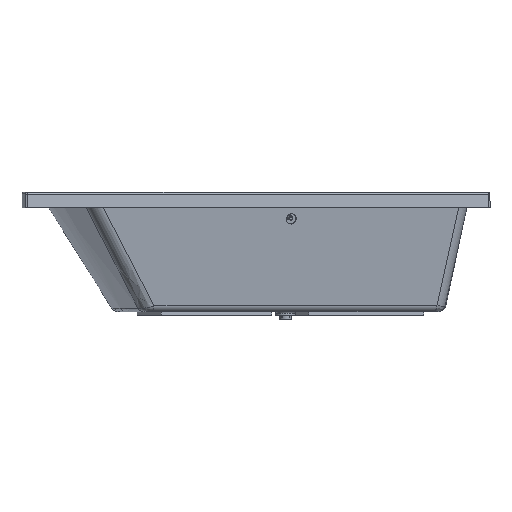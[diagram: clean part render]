
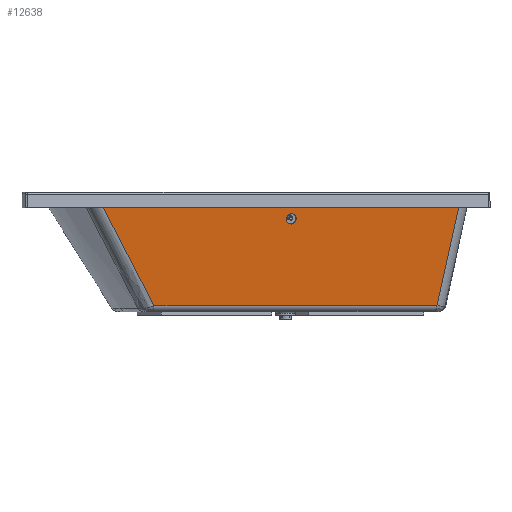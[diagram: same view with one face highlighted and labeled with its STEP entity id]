
A CAD part, front view. The second image highlights one B-rep face of the part: STEP entity #12638.
In plain terms, the highlighted planar face has unit normal (0.364, -0.911, -0.192).
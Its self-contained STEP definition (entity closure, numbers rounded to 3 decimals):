
#123=CARTESIAN_POINT('',(-612.473,-809.634,-102.504));
#124=VERTEX_POINT('',#123);
#125=CARTESIAN_POINT('',(-631.219,-817.133,-102.504));
#126=DIRECTION('',(-0.364,0.911,0.192));
#127=DIRECTION('',(-0.928,-0.371,0.));
#128=AXIS2_PLACEMENT_3D('',#125,#126,#127);
#129=CIRCLE('',#128,20.19);
#130=EDGE_CURVE('',#124,#124,#129,.T.);
#2103=CARTESIAN_POINT('',(-1387.672,-1141.314,0.0));
#2104=VERTEX_POINT('',#2103);
#2112=CARTESIAN_POINT('',(27.609,-575.201,0.0));
#2113=VERTEX_POINT('',#2112);
#2114=CARTESIAN_POINT('',(27.609,-575.201,0.0));
#2115=DIRECTION('',(-0.928,-0.371,0.0));
#2116=VECTOR('',#2115,1524.304);
#2117=LINE('',#2114,#2116);
#2118=EDGE_CURVE('',#2113,#2104,#2117,.T.);
#6584=CARTESIAN_POINT('',(-69.668,-521.946,-437.376));
#6585=VERTEX_POINT('',#6584);
#10790=CARTESIAN_POINT('',(-1161.565,-958.705,-437.376));
#10791=VERTEX_POINT('',#10790);
#10860=CARTESIAN_POINT('',(-69.668,-521.946,-437.376));
#10861=DIRECTION('',(-0.928,-0.371,0.0));
#10862=VECTOR('',#10861,1176.009);
#10863=LINE('',#10860,#10862);
#10864=EDGE_CURVE('',#6585,#10791,#10863,.T.);
#10920=CARTESIAN_POINT('',(27.609,-575.201,0.0));
#10921=DIRECTION('',(-0.216,0.118,-0.969));
#10922=VECTOR('',#10921,451.217);
#10923=LINE('',#10920,#10922);
#10924=EDGE_CURVE('',#2113,#6585,#10923,.T.);
#12618=CARTESIAN_POINT('',(27.609,-575.201,0.0));
#12619=DIRECTION('',(0.364,-0.911,-0.192));
#12620=DIRECTION('',(0.,0.206,-0.979));
#12621=AXIS2_PLACEMENT_3D('',#12618,#12619,#12620);
#12622=PLANE('',#12621);
#12623=ORIENTED_EDGE('',*,*,#10864,.F.);
#12624=ORIENTED_EDGE('',*,*,#10924,.F.);
#12625=ORIENTED_EDGE('',*,*,#2118,.T.);
#12626=CARTESIAN_POINT('',(-1387.672,-1141.314,0.0));
#12627=CARTESIAN_POINT('',(-1312.303,-1080.444,-145.792));
#12628=CARTESIAN_POINT('',(-1236.934,-1019.575,-291.584));
#12629=CARTESIAN_POINT('',(-1161.565,-958.705,-437.376));
#12630=B_SPLINE_CURVE_WITH_KNOTS('',3,(#12626,#12627,#12628,#12629),.UNSPECIFIED.,.F.,.U.,(4,4),(0.0,0.951),.UNSPECIFIED.);
#12631=EDGE_CURVE('',#2104,#10791,#12630,.T.);
#12632=ORIENTED_EDGE('',*,*,#12631,.T.);
#12633=EDGE_LOOP('',(#12623,#12624,#12625,#12632));
#12634=FACE_OUTER_BOUND('',#12633,.T.);
#12635=ORIENTED_EDGE('',*,*,#130,.T.);
#12636=EDGE_LOOP('',(#12635));
#12637=FACE_BOUND('',#12636,.T.);
#12638=ADVANCED_FACE('',(#12634,#12637),#12622,.T.);
